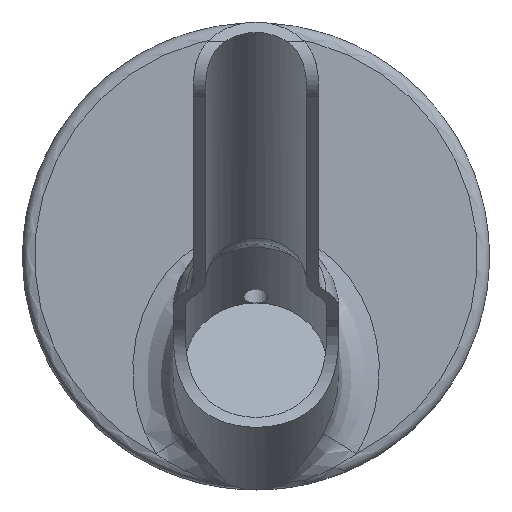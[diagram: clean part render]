
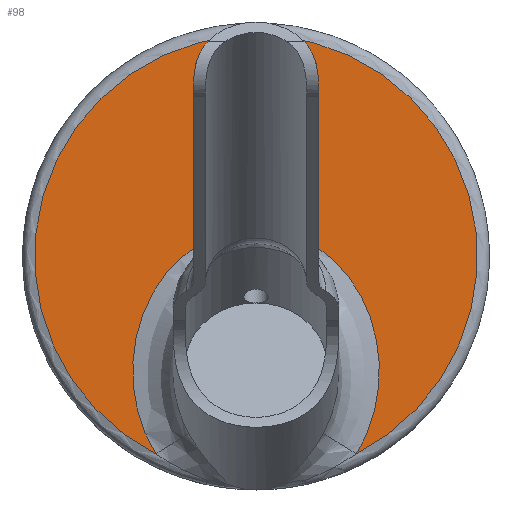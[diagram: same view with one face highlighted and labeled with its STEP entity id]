
A CAD part, top view. The second image highlights one B-rep face of the part: STEP entity #98.
In plain terms, the highlighted planar face has unit normal (0, 0, 1).
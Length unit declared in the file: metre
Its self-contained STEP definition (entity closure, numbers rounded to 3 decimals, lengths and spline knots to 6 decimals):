
#98 = ADVANCED_FACE( '', ( #246 ), #247, .F. );
#246 = FACE_OUTER_BOUND( '', #556, .T. );
#247 = PLANE( '', #557 );
#556 = EDGE_LOOP( '', ( #8017, #8018, #8019, #8020, #8021, #8022 ) );
#557 = AXIS2_PLACEMENT_3D( '', #8023, #8024, #8025 );
#8017 = ORIENTED_EDGE( '', *, *, #8448, .T. );
#8018 = ORIENTED_EDGE( '', *, *, #8449, .T. );
#8019 = ORIENTED_EDGE( '', *, *, #8445, .T. );
#8020 = ORIENTED_EDGE( '', *, *, #8450, .F. );
#8021 = ORIENTED_EDGE( '', *, *, #8451, .T. );
#8022 = ORIENTED_EDGE( '', *, *, #8452, .T. );
#8023 = CARTESIAN_POINT( '', ( 0., 0.015457, 0. ) );
#8024 = DIRECTION( '', ( 0., 0., -1. ) );
#8025 = DIRECTION( '', ( 1., 0., 0. ) );
#8445 = EDGE_CURVE( '', #8672, #8670, #8673, .F. );
#8448 = EDGE_CURVE( '', #8676, #8677, #8678, .F. );
#8449 = EDGE_CURVE( '', #8677, #8672, #8679, .T. );
#8450 = EDGE_CURVE( '', #8680, #8670, #8681, .T. );
#8451 = EDGE_CURVE( '', #8680, #8682, #8683, .T. );
#8452 = EDGE_CURVE( '', #8682, #8676, #8684, .T. );
#8670 = VERTEX_POINT( '', #9205 );
#8672 = VERTEX_POINT( '', #9268 );
#8673 = LINE( '', #9269, #9270 );
#8676 = VERTEX_POINT( '', #9273 );
#8677 = VERTEX_POINT( '', #9274 );
#8678 = CIRCLE( '', #9275, 0.027378 );
#8679 = ELLIPSE( '', #9276, 0.017609, 0.01525 );
#8680 = VERTEX_POINT( '', #9277 );
#8681 = LINE( '', #9278, #9279 );
#8682 = VERTEX_POINT( '', #9280 );
#8683 = LINE( '', #9281, #9282 );
#8684 = ELLIPSE( '', #9283, 0.017609, 0.01525 );
#9205 = CARTESIAN_POINT( '', ( -0.0075, 0.039335, 0. ) );
#9268 = CARTESIAN_POINT( '', ( -0.0075, 0.016633, 0. ) );
#9269 = CARTESIAN_POINT( '', ( -0.0075, 0.015457, 0. ) );
#9270 = VECTOR( '', #10730, 1. );
#9273 = CARTESIAN_POINT( '', ( 0.012397, -0.008954, 0. ) );
#9274 = CARTESIAN_POINT( '', ( -0.012397, -0.008954, 0. ) );
#9275 = AXIS2_PLACEMENT_3D( '', #10734, #10735, #10736 );
#9276 = AXIS2_PLACEMENT_3D( '', #10737, #10738, #10739 );
#9277 = CARTESIAN_POINT( '', ( 0.0075, 0.039335, 0. ) );
#9278 = CARTESIAN_POINT( '', ( 0., 0.039335, 0. ) );
#9279 = VECTOR( '', #10740, 1. );
#9280 = CARTESIAN_POINT( '', ( 0.0075, 0.016633, 0. ) );
#9281 = CARTESIAN_POINT( '', ( 0.0075, 0.013747, 0. ) );
#9282 = VECTOR( '', #10741, 1. );
#9283 = AXIS2_PLACEMENT_3D( '', #10742, #10743, #10744 );
#10730 = DIRECTION( '', ( 0., -1., 0. ) );
#10734 = CARTESIAN_POINT( '', ( 0., 0.015457, 0. ) );
#10735 = DIRECTION( '', ( 0., 0., -1. ) );
#10736 = DIRECTION( '', ( -1., 0., 0. ) );
#10737 = CARTESIAN_POINT( '', ( 0., 0.001301, 0. ) );
#10738 = DIRECTION( '', ( 0., 0., -1. ) );
#10739 = DIRECTION( '', ( 0., -1., 0. ) );
#10740 = DIRECTION( '', ( -1., 0., 0. ) );
#10741 = DIRECTION( '', ( 0., -1., 0. ) );
#10742 = CARTESIAN_POINT( '', ( 0., 0.001301, 0. ) );
#10743 = DIRECTION( '', ( 0., 0., -1. ) );
#10744 = DIRECTION( '', ( 0., -1., 0. ) );
